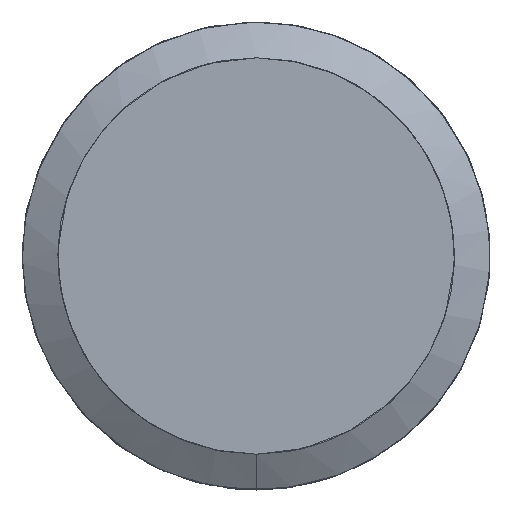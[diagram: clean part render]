
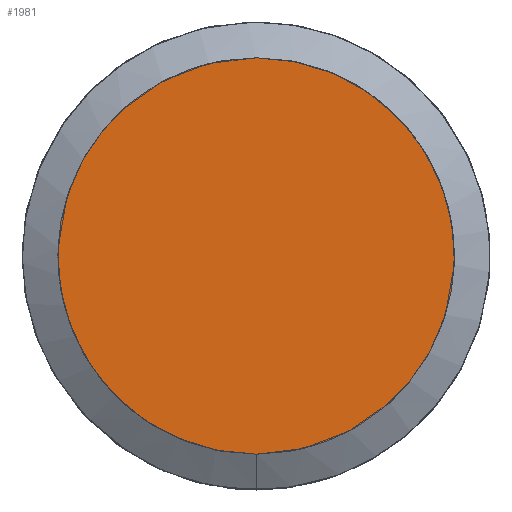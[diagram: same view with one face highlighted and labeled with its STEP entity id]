
A CAD part, left-side view. The second image highlights one B-rep face of the part: STEP entity #1981.
In plain terms, the highlighted planar face has unit normal (-1, 0, 0).
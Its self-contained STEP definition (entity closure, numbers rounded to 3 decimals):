
#131 = DIRECTION ( 'NONE',  ( 0., 0., -1. ) ) ;
#236 = AXIS2_PLACEMENT_3D ( 'NONE', #4153, #4180, #923 ) ;
#770 = CARTESIAN_POINT ( 'NONE',  ( 0., 0., 0. ) ) ;
#923 = DIRECTION ( 'NONE',  ( 0., 0., -1. ) ) ;
#1140 = ORIENTED_EDGE ( 'NONE', *, *, #5119, .F. ) ;
#1981 = ADVANCED_FACE ( 'NONE', ( #5180 ), #4290, .F. ) ;
#2421 = CARTESIAN_POINT ( 'NONE',  ( 0., 0., 0. ) ) ;
#2565 = CARTESIAN_POINT ( 'NONE',  ( 0., 0., -1.5 ) ) ;
#3011 = DIRECTION ( 'NONE',  ( 1., 0., 0. ) ) ;
#3235 = CIRCLE ( 'NONE', #3412, 1.5 ) ;
#3412 = AXIS2_PLACEMENT_3D ( 'NONE', #770, #3011, #5893 ) ;
#3524 = EDGE_CURVE ( 'NONE', #4097, #3980, #3796, .T. ) ;
#3664 = CARTESIAN_POINT ( 'NONE',  ( 0., 0., 1.5 ) ) ;
#3767 = AXIS2_PLACEMENT_3D ( 'NONE', #2421, #5661, #131 ) ;
#3796 = CIRCLE ( 'NONE', #236, 1.5 ) ;
#3980 = VERTEX_POINT ( 'NONE', #2565 ) ;
#4097 = VERTEX_POINT ( 'NONE', #3664 ) ;
#4153 = CARTESIAN_POINT ( 'NONE',  ( 0., 0., 0. ) ) ;
#4180 = DIRECTION ( 'NONE',  ( 1., 0., 0. ) ) ;
#4290 = PLANE ( 'NONE',  #3767 ) ;
#4570 = EDGE_LOOP ( 'NONE', ( #1140, #5943 ) ) ;
#5119 = EDGE_CURVE ( 'NONE', #3980, #4097, #3235, .T. ) ;
#5180 = FACE_OUTER_BOUND ( 'NONE', #4570, .T. ) ;
#5661 = DIRECTION ( 'NONE',  ( 1., 0., 0. ) ) ;
#5893 = DIRECTION ( 'NONE',  ( 0., 0., -1. ) ) ;
#5943 = ORIENTED_EDGE ( 'NONE', *, *, #3524, .F. ) ;
